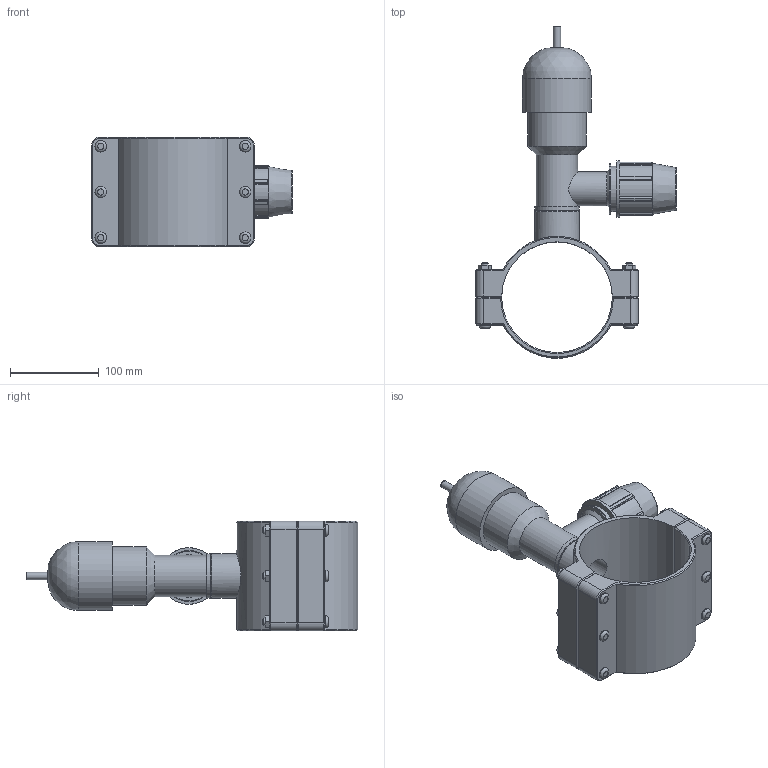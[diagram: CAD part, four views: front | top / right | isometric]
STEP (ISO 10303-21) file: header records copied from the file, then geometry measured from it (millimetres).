
FILE_DESCRIPTION(/* description */ ('PLASSON MECHANICAL TAPPING VALVE 125-32'),/* implementation_level */ '2;1');
FILE_NAME(/* name */ '186800125032.ipt.stp',/* time_stamp */ '2017-06-18T09:30:12+03:00',/* author */ ('KIM'),/* organization */ (''),/* preprocessor_version */ 'ST-DEVELOPER v15.6',/* originating_system */ 'Autodesk Inventor 2015',/* authorisation */ '');
FILE_SCHEMA (('AUTOMOTIVE_DESIGN { 1 0 10303 214 3 1 1 }'));
Length unit declared in the file: millimetre
Products named in the file (1): 186800125032
Bounding box: 227 x 375 x 124 mm (x, y, z)
Volume: 1357854.7 mm3; surface area: 239624.4 mm2
Topology: 1 solids, 1 shells, 252 faces, 592 edges, 375 vertices
Faces by surface type: plane 151, cylinder 55, cone 35, torus 10, bspline 1
Full cylindrical faces by diameter (mm): 8 x6, 8.19 x1, 13 x12, 25.6 x1, 32 x2, 38.4 x1, 38.952 x1, 46.742 x1, 48 x1, 50.638 x2, 51.2 x1, 57.6 x1, 64 x1, 66.218 x1, 77.904 x1
Entity records: 7132 total; most frequent: CARTESIAN_POINT 1524, DIRECTION 1162, ORIENTED_EDGE 1064, EDGE_CURVE 532, AXIS2_PLACEMENT_3D 420, VERTEX_POINT 370, EDGE_LOOP 352, LINE 322
